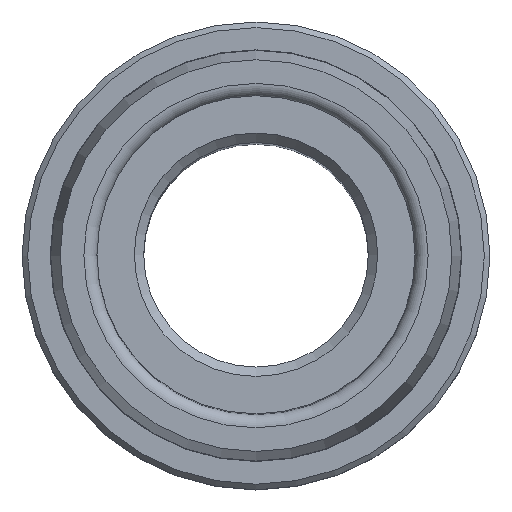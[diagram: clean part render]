
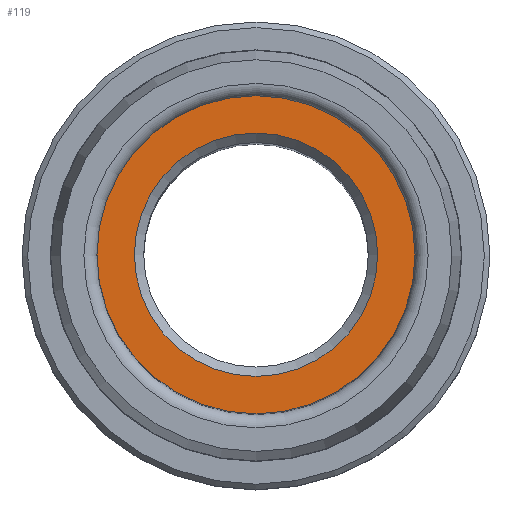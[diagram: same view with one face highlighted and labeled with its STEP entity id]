
A CAD part, top view. The second image highlights one B-rep face of the part: STEP entity #119.
In plain terms, the highlighted planar face has unit normal (0, 0, 1).
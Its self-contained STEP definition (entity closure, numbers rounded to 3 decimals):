
#119=ADVANCED_FACE('',(#294,#295),#296,.T.);
#123=EDGE_CURVE('',#301,#301,#302,.T.);
#131=EDGE_CURVE('',#313,#313,#314,.T.);
#294=FACE_OUTER_BOUND('',#545,.T.);
#295=FACE_BOUND('',#546,.T.);
#296=PLANE('',#547);
#301=VERTEX_POINT('',#554);
#302=CIRCLE('',#555,8.5);
#313=VERTEX_POINT('',#570);
#314=CIRCLE('',#571,6.5);
#545=EDGE_LOOP('',(#836));
#546=EDGE_LOOP('',(#837));
#547=AXIS2_PLACEMENT_3D('',#838,#839,#840);
#554=CARTESIAN_POINT('',(8.5,0.0,105.25));
#555=AXIS2_PLACEMENT_3D('',#844,#845,#846);
#570=CARTESIAN_POINT('',(6.5,0.0,105.25));
#571=AXIS2_PLACEMENT_3D('',#856,#857,#858);
#836=ORIENTED_EDGE('',*,*,#123,.T.);
#837=ORIENTED_EDGE('',*,*,#131,.T.);
#838=CARTESIAN_POINT('',(0.0,0.0,105.25));
#839=DIRECTION('',(0.0,0.0,1.0));
#840=DIRECTION('',(1.0,-0.0,0.0));
#844=CARTESIAN_POINT('',(0.0,0.0,105.25));
#845=DIRECTION('',(0.0,0.0,1.0));
#846=DIRECTION('',(1.0,0.0,0.0));
#856=CARTESIAN_POINT('',(0.0,0.0,105.25));
#857=DIRECTION('',(0.0,0.0,-1.0));
#858=DIRECTION('',(1.0,0.0,0.0));
